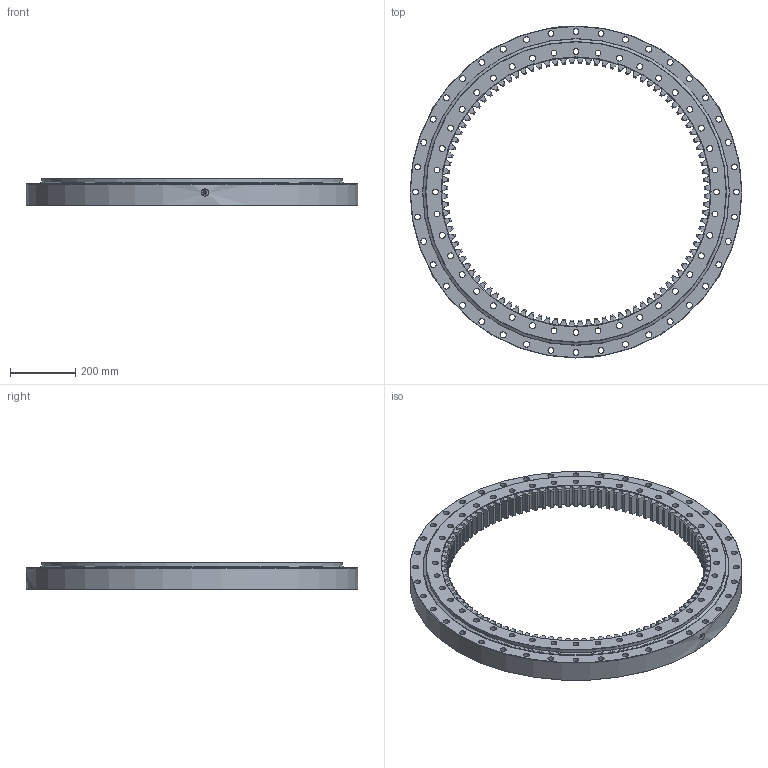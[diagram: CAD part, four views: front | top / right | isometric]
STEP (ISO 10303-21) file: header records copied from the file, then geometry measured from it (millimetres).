
FILE_DESCRIPTION (( 'STEP AP214' ), '1' );
FILE_NAME ('I.1015.25.15.D.1.STEP', '2020-05-13T10:08:24', ( '' ), ( '' ), 'SwSTEP 2.0', 'SolidWorks 2016', '' );
FILE_SCHEMA (( 'AUTOMOTIVE_DESIGN' ));
Length unit declared in the file: millimetre
Products named in the file (7): B.1015.B25B.C1N.0 - IR; B.1015.B25B.C1N.0 - OR; B.1015.B25B.C1N.0 - IR Seal; Ball D25; B.1015.B25B.C1N.0 - OR Seal; I.1015.25.15.D.1; Grease nipple M10x1mm
Assembly tree (105 placements, depth 2):
  I.1015.25.15.D.1
    B.1015.B25B.C1N.0 - IR
    B.1015.B25B.C1N.0 - OR
    Ball D25  x99
    B.1015.B25B.C1N.0 - IR Seal
    B.1015.B25B.C1N.0 - OR Seal
    Grease nipple M10x1mm  x2
Bounding box: 1015 x 1015 x 82 mm (x, y, z)
Volume: 18852322.9 mm3; surface area: 2352818.5 mm2
Topology: 105 solids, 105 shells, 1094 faces, 3168 edges, 2097 vertices
Faces by surface type: bspline 300, cone 243, plane 237, cylinder 202, sphere 99, torus 13
Full cylindrical faces by diameter (mm): 3 x2, 5 x2, 9 x2, 10 x2, 18 x80, 22 x2, 824 x1, 906 x2, 917 x1, 920 x4, 923 x1, 934 x2, 1015 x1
Entity records: 37500 total; most frequent: CARTESIAN_POINT 13499, ORIENTED_EDGE 5358, DIRECTION 3838, EDGE_CURVE 2679, VERTEX_POINT 1857, AXIS2_PLACEMENT_3D 1416, EDGE_LOOP 1278, FACE_OUTER_BOUND 1077
